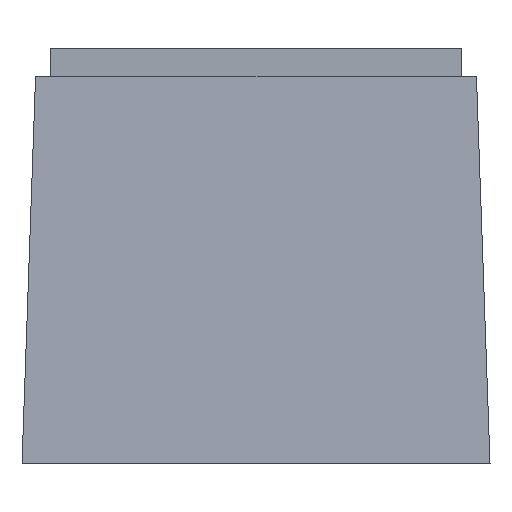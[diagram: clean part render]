
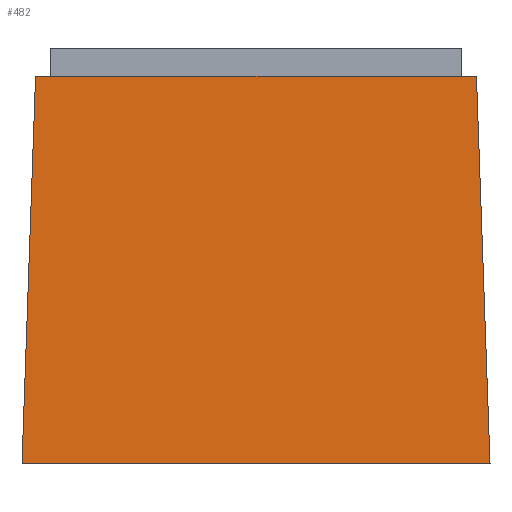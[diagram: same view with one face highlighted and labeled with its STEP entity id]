
A CAD part, left-side view. The second image highlights one B-rep face of the part: STEP entity #482.
In plain terms, the highlighted planar face has unit normal (-0.999, 0, 0.035).
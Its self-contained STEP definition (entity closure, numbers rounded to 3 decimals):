
#84=FACE_OUTER_BOUND('',#744,.T.);
#199=LINE('',#3222,#320);
#216=LINE('',#3257,#337);
#218=LINE('',#3261,#339);
#219=LINE('',#3262,#340);
#320=VECTOR('',#2390,1.);
#337=VECTOR('',#2419,1.);
#339=VECTOR('',#2423,1.);
#340=VECTOR('',#2424,1.);
#482=ADVANCED_FACE('',(#84),#607,.T.);
#607=PLANE('',#2290);
#744=EDGE_LOOP('',(#988,#989,#990,#991));
#988=ORIENTED_EDGE('',*,*,#1840,.F.);
#989=ORIENTED_EDGE('',*,*,#1820,.T.);
#990=ORIENTED_EDGE('',*,*,#1841,.F.);
#991=ORIENTED_EDGE('',*,*,#1838,.F.);
#1602=VERTEX_POINT('',#3217);
#1604=VERTEX_POINT('',#3221);
#1616=VERTEX_POINT('',#3256);
#1617=VERTEX_POINT('',#3258);
#1820=EDGE_CURVE('',#1602,#1604,#199,.T.);
#1838=EDGE_CURVE('',#1616,#1617,#216,.T.);
#1840=EDGE_CURVE('',#1602,#1616,#218,.T.);
#1841=EDGE_CURVE('',#1617,#1604,#219,.T.);
#2290=AXIS2_PLACEMENT_3D('',#3263,#2425,#2426);
#2390=DIRECTION('',(0.,-1.,0.));
#2419=DIRECTION('',(0.,-1.,0.));
#2423=DIRECTION('',(0.035,-0.035,0.999));
#2424=DIRECTION('',(-0.035,-0.035,-0.999));
#2425=DIRECTION('',(-0.999,0.,0.035));
#2426=DIRECTION('',(0.035,0.,0.999));
#3217=CARTESIAN_POINT('',(-9.957,9.957,-0.2));
#3221=CARTESIAN_POINT('',(-9.957,-9.957,-0.2));
#3222=CARTESIAN_POINT('',(-9.957,11.,-0.2));
#3256=CARTESIAN_POINT('',(-9.381,9.381,16.3));
#3257=CARTESIAN_POINT('',(-9.381,11.,16.3));
#3258=CARTESIAN_POINT('',(-9.381,-9.381,16.3));
#3261=CARTESIAN_POINT('',(-9.695,9.695,7.315));
#3262=CARTESIAN_POINT('',(-9.668,-9.668,8.082));
#3263=CARTESIAN_POINT('',(-9.693,11.,7.361));
